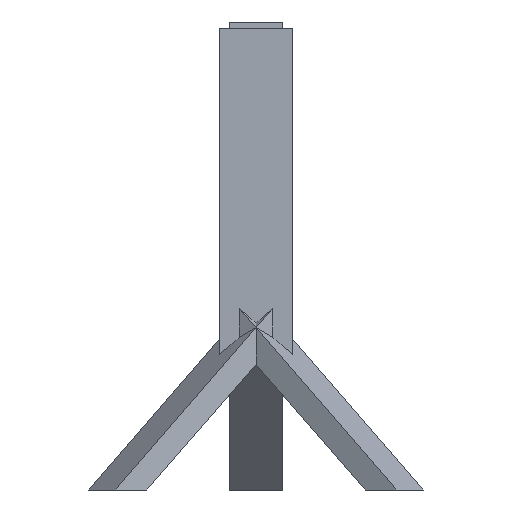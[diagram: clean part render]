
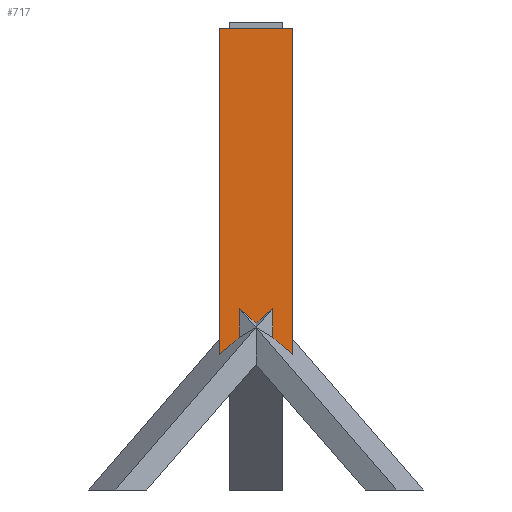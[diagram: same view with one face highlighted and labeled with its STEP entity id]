
A CAD part, front view. The second image highlights one B-rep face of the part: STEP entity #717.
In plain terms, the highlighted planar face has unit normal (0, -1, 0).
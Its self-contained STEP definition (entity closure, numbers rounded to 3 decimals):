
#47=PLANE('',#768);
#89=FACE_OUTER_BOUND('',#137,.T.);
#137=EDGE_LOOP('',(#606,#607,#608,#609,#610,#611,#612,#613,#614));
#185=LINE('',#1055,#273);
#192=LINE('',#1068,#280);
#199=LINE('',#1082,#287);
#216=LINE('',#1116,#304);
#219=LINE('',#1121,#307);
#222=LINE('',#1128,#310);
#223=LINE('',#1129,#311);
#224=LINE('',#1131,#312);
#225=LINE('',#1132,#313);
#273=VECTOR('',#854,10.);
#280=VECTOR('',#863,10.);
#287=VECTOR('',#876,10.);
#304=VECTOR('',#903,10.);
#307=VECTOR('',#910,10.);
#310=VECTOR('',#919,10.);
#311=VECTOR('',#920,10.);
#312=VECTOR('',#921,10.);
#313=VECTOR('',#922,10.);
#364=VERTEX_POINT('',#1052);
#365=VERTEX_POINT('',#1054);
#370=VERTEX_POINT('',#1066);
#373=VERTEX_POINT('',#1079);
#374=VERTEX_POINT('',#1081);
#385=VERTEX_POINT('',#1114);
#386=VERTEX_POINT('',#1115);
#387=VERTEX_POINT('',#1127);
#388=VERTEX_POINT('',#1130);
#431=EDGE_CURVE('',#365,#364,#185,.T.);
#438=EDGE_CURVE('',#364,#370,#192,.T.);
#445=EDGE_CURVE('',#374,#373,#199,.T.);
#462=EDGE_CURVE('',#385,#386,#216,.T.);
#465=EDGE_CURVE('',#386,#374,#219,.T.);
#468=EDGE_CURVE('',#370,#387,#222,.T.);
#469=EDGE_CURVE('',#387,#385,#223,.T.);
#470=EDGE_CURVE('',#388,#373,#224,.T.);
#471=EDGE_CURVE('',#365,#388,#225,.T.);
#606=ORIENTED_EDGE('',*,*,#438,.T.);
#607=ORIENTED_EDGE('',*,*,#468,.T.);
#608=ORIENTED_EDGE('',*,*,#469,.T.);
#609=ORIENTED_EDGE('',*,*,#462,.T.);
#610=ORIENTED_EDGE('',*,*,#465,.T.);
#611=ORIENTED_EDGE('',*,*,#445,.T.);
#612=ORIENTED_EDGE('',*,*,#470,.F.);
#613=ORIENTED_EDGE('',*,*,#471,.F.);
#614=ORIENTED_EDGE('',*,*,#431,.T.);
#717=ADVANCED_FACE('',(#89),#47,.T.);
#768=AXIS2_PLACEMENT_3D('',#1126,#917,#918);
#854=DIRECTION('',(0.,0.,-1.));
#863=DIRECTION('',(0.756,0.,0.655));
#876=DIRECTION('',(0.756,0.,-0.655));
#903=DIRECTION('',(0.756,0.,0.655));
#910=DIRECTION('',(0.,0.,-1.));
#917=DIRECTION('center_axis',(0.,-1.,0.));
#918=DIRECTION('ref_axis',(-1.,0.,0.));
#919=DIRECTION('',(0.,0.,1.));
#920=DIRECTION('',(0.756,0.,-0.655));
#921=DIRECTION('',(0.,0.,-1.));
#922=DIRECTION('',(1.,0.,0.));
#1052=CARTESIAN_POINT('',(-10.,0.,-89.721));
#1054=CARTESIAN_POINT('',(-10.,0.,0.));
#1055=CARTESIAN_POINT('',(-10.,0.,0.));
#1066=CARTESIAN_POINT('',(-4.6,0.,-85.044));
#1068=CARTESIAN_POINT('',(24.636,0.,-59.725));
#1079=CARTESIAN_POINT('',(10.,0.,-89.721));
#1081=CARTESIAN_POINT('',(4.6,0.,-85.044));
#1082=CARTESIAN_POINT('',(7.291,0.,-87.375));
#1114=CARTESIAN_POINT('',(0.,0.,-81.06));
#1115=CARTESIAN_POINT('',(4.6,0.,-77.077));
#1116=CARTESIAN_POINT('',(24.636,0.,-59.725));
#1121=CARTESIAN_POINT('',(4.6,0.,-50.258));
#1126=CARTESIAN_POINT('Origin',(10.,0.,0.));
#1127=CARTESIAN_POINT('',(-4.6,0.,-77.077));
#1128=CARTESIAN_POINT('',(-4.6,0.,-50.53));
#1129=CARTESIAN_POINT('',(7.291,0.,-87.375));
#1130=CARTESIAN_POINT('',(10.,0.,0.));
#1131=CARTESIAN_POINT('',(10.,0.,0.));
#1132=CARTESIAN_POINT('',(0.,0.,0.));
